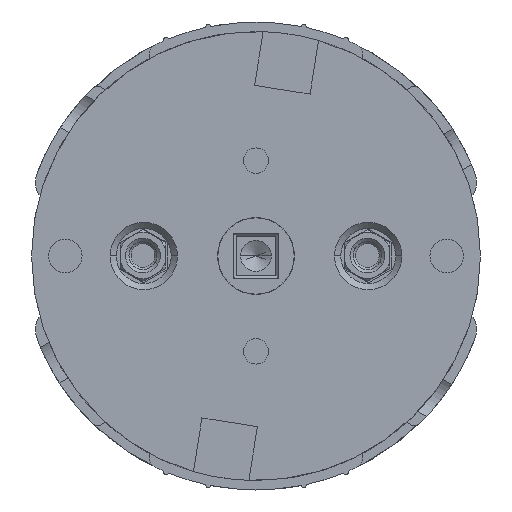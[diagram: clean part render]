
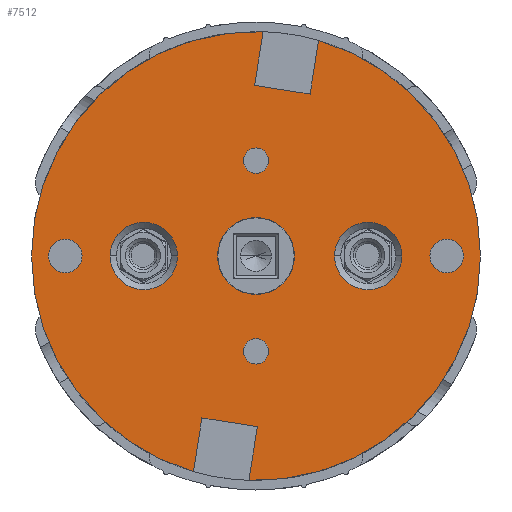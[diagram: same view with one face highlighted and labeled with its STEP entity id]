
A CAD part, front view. The second image highlights one B-rep face of the part: STEP entity #7512.
In plain terms, the highlighted planar face has unit normal (0, -1, 0).
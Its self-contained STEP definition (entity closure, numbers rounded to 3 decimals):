
#1336=CARTESIAN_POINT('',(0.,0.,0.));
#1337=DIRECTION('',(0.,1.,0.));
#1338=DIRECTION('',(1.,0.,0.));
#1339=AXIS2_PLACEMENT_3D('',#1336,#1337,#1338);
#1341=CARTESIAN_POINT('',(0.,0.,0.));
#1342=DIRECTION('',(0.,-1.,0.));
#1343=DIRECTION('',(1.,0.,0.));
#1344=AXIS2_PLACEMENT_3D('',#1341,#1342,#1343);
#1346=CARTESIAN_POINT('',(20.,0.,0.));
#1347=DIRECTION('',(0.,-1.,0.));
#1348=DIRECTION('',(1.,0.,0.));
#1349=AXIS2_PLACEMENT_3D('',#1346,#1347,#1348);
#1351=CARTESIAN_POINT('',(20.,0.,0.));
#1352=DIRECTION('',(0.,-1.,0.));
#1353=DIRECTION('',(-1.,0.,0.));
#1354=AXIS2_PLACEMENT_3D('',#1351,#1352,#1353);
#1356=CARTESIAN_POINT('',(-20.,0.,0.));
#1357=DIRECTION('',(0.,1.,0.));
#1358=DIRECTION('',(-1.,0.,0.));
#1359=AXIS2_PLACEMENT_3D('',#1356,#1357,#1358);
#1361=CARTESIAN_POINT('',(-20.,0.,0.));
#1362=DIRECTION('',(0.,1.,0.));
#1363=DIRECTION('',(1.,0.,0.));
#1364=AXIS2_PLACEMENT_3D('',#1361,#1362,#1363);
#1366=DIRECTION('',(-0.156,0.,-0.988));
#1367=VECTOR('',#1366,9.686);
#1368=CARTESIAN_POINT('',(1.27,0.,39.98));
#1369=LINE('',#1368,#1367);
#1370=DIRECTION('',(0.988,0.,-0.156));
#1371=VECTOR('',#1370,10.);
#1372=CARTESIAN_POINT('',(-0.245,0.,30.413));
#1373=LINE('',#1372,#1371);
#1374=DIRECTION('',(0.156,0.,0.988));
#1375=VECTOR('',#1374,9.686);
#1376=CARTESIAN_POINT('',(9.631,0.,28.848));
#1377=LINE('',#1376,#1375);
#1378=DIRECTION('',(0.156,0.,0.988));
#1379=VECTOR('',#1378,9.686);
#1380=CARTESIAN_POINT('',(-1.27,0.,-39.98));
#1381=LINE('',#1380,#1379);
#1382=DIRECTION('',(-0.988,0.,0.156));
#1383=VECTOR('',#1382,10.);
#1384=CARTESIAN_POINT('',(0.245,0.,-30.413));
#1385=LINE('',#1384,#1383);
#1386=DIRECTION('',(-0.156,0.,-0.988));
#1387=VECTOR('',#1386,9.686);
#1388=CARTESIAN_POINT('',(-9.631,0.,-28.848));
#1389=LINE('',#1388,#1387);
#1390=CARTESIAN_POINT('',(-34.,0.,0.));
#1391=DIRECTION('',(0.,-1.,0.));
#1392=DIRECTION('',(1.,0.,0.));
#1393=AXIS2_PLACEMENT_3D('',#1390,#1391,#1392);
#1395=CARTESIAN_POINT('',(-34.,0.,0.));
#1396=DIRECTION('',(0.,-1.,0.));
#1397=DIRECTION('',(-1.,0.,0.));
#1398=AXIS2_PLACEMENT_3D('',#1395,#1396,#1397);
#1400=CARTESIAN_POINT('',(34.,0.,0.));
#1401=DIRECTION('',(0.,-1.,0.));
#1402=DIRECTION('',(1.,0.,0.));
#1403=AXIS2_PLACEMENT_3D('',#1400,#1401,#1402);
#1405=CARTESIAN_POINT('',(34.,0.,0.));
#1406=DIRECTION('',(0.,-1.,0.));
#1407=DIRECTION('',(-1.,0.,0.));
#1408=AXIS2_PLACEMENT_3D('',#1405,#1406,#1407);
#1410=CARTESIAN_POINT('',(0.,0.,17.));
#1411=DIRECTION('',(0.,-1.,0.));
#1412=DIRECTION('',(1.,0.,0.));
#1413=AXIS2_PLACEMENT_3D('',#1410,#1411,#1412);
#1415=CARTESIAN_POINT('',(0.,0.,17.));
#1416=DIRECTION('',(0.,-1.,0.));
#1417=DIRECTION('',(-1.,0.,0.));
#1418=AXIS2_PLACEMENT_3D('',#1415,#1416,#1417);
#1420=CARTESIAN_POINT('',(0.,0.,-17.));
#1421=DIRECTION('',(0.,-1.,0.));
#1422=DIRECTION('',(1.,0.,0.));
#1423=AXIS2_PLACEMENT_3D('',#1420,#1421,#1422);
#1425=CARTESIAN_POINT('',(0.,0.,-17.));
#1426=DIRECTION('',(0.,-1.,0.));
#1427=DIRECTION('',(-1.,0.,0.));
#1428=AXIS2_PLACEMENT_3D('',#1425,#1426,#1427);
#3099=CARTESIAN_POINT('',(0.,0.,0.));
#3100=DIRECTION('',(0.,-1.,0.));
#3101=DIRECTION('',(0.032,0.,0.999));
#3102=AXIS2_PLACEMENT_3D('',#3099,#3100,#3101);
#3104=CARTESIAN_POINT('',(0.,0.,0.));
#3105=DIRECTION('',(0.,-1.,0.));
#3106=DIRECTION('',(1.,0.,0.));
#3107=AXIS2_PLACEMENT_3D('',#3104,#3105,#3106);
#3154=CARTESIAN_POINT('',(0.,0.,0.));
#3155=DIRECTION('',(0.,1.,0.));
#3156=DIRECTION('',(1.,0.,0.));
#3157=AXIS2_PLACEMENT_3D('',#3154,#3155,#3156);
#3167=CARTESIAN_POINT('',(0.,0.,0.));
#3168=DIRECTION('',(0.,1.,0.));
#3169=DIRECTION('',(-0.279,0.,-0.96));
#3170=AXIS2_PLACEMENT_3D('',#3167,#3168,#3169);
#5028=CARTESIAN_POINT('',(40.,0.,0.));
#5030=VERTEX_POINT('',#5028);
#5032=CARTESIAN_POINT('',(-40.,0.,0.));
#5034=VERTEX_POINT('',#5032);
#5057=CARTESIAN_POINT('',(6.85,0.,0.));
#5059=VERTEX_POINT('',#5057);
#5069=CARTESIAN_POINT('',(-6.85,0.,0.));
#5071=VERTEX_POINT('',#5069);
#5112=CARTESIAN_POINT('',(26.,0.,0.));
#5113=CARTESIAN_POINT('',(14.,0.,0.));
#5114=VERTEX_POINT('',#5112);
#5115=VERTEX_POINT('',#5113);
#5148=CARTESIAN_POINT('',(-26.,0.,0.));
#5149=CARTESIAN_POINT('',(-14.,0.,0.));
#5150=VERTEX_POINT('',#5148);
#5151=VERTEX_POINT('',#5149);
#5644=CARTESIAN_POINT('',(1.27,0.,39.98));
#5645=CARTESIAN_POINT('',(-0.245,0.,30.413));
#5646=VERTEX_POINT('',#5644);
#5647=VERTEX_POINT('',#5645);
#5648=CARTESIAN_POINT('',(9.631,0.,28.848));
#5649=VERTEX_POINT('',#5648);
#5650=CARTESIAN_POINT('',(11.147,0.,38.415));
#5651=VERTEX_POINT('',#5650);
#5652=CARTESIAN_POINT('',(-1.27,0.,-39.98));
#5653=CARTESIAN_POINT('',(0.245,0.,-30.413));
#5654=VERTEX_POINT('',#5652);
#5655=VERTEX_POINT('',#5653);
#5656=CARTESIAN_POINT('',(-9.631,0.,-28.848));
#5657=VERTEX_POINT('',#5656);
#5658=CARTESIAN_POINT('',(-11.147,0.,-38.415));
#5659=VERTEX_POINT('',#5658);
#5676=CARTESIAN_POINT('',(-31.,0.,0.));
#5677=CARTESIAN_POINT('',(-37.,0.,0.));
#5678=VERTEX_POINT('',#5676);
#5679=VERTEX_POINT('',#5677);
#5680=CARTESIAN_POINT('',(37.,0.,0.));
#5681=CARTESIAN_POINT('',(31.,0.,0.));
#5682=VERTEX_POINT('',#5680);
#5683=VERTEX_POINT('',#5681);
#5692=CARTESIAN_POINT('',(2.25,0.,17.));
#5693=CARTESIAN_POINT('',(-2.25,0.,17.));
#5694=VERTEX_POINT('',#5692);
#5695=VERTEX_POINT('',#5693);
#5696=CARTESIAN_POINT('',(2.25,0.,-17.));
#5697=CARTESIAN_POINT('',(-2.25,0.,-17.));
#5698=VERTEX_POINT('',#5696);
#5699=VERTEX_POINT('',#5697);
#7445=CARTESIAN_POINT('',(0.,0.,0.));
#7446=DIRECTION('',(0.,-1.,0.));
#7447=DIRECTION('',(-1.,0.,0.));
#7448=AXIS2_PLACEMENT_3D('',#7445,#7446,#7447);
#7449=PLANE('',#7448);
#7451=ORIENTED_EDGE('',*,*,#7450,.T.);
#7453=ORIENTED_EDGE('',*,*,#7452,.T.);
#7455=ORIENTED_EDGE('',*,*,#7454,.T.);
#7457=ORIENTED_EDGE('',*,*,#7456,.F.);
#7459=ORIENTED_EDGE('',*,*,#7458,.T.);
#7461=ORIENTED_EDGE('',*,*,#7460,.T.);
#7463=ORIENTED_EDGE('',*,*,#7462,.T.);
#7465=ORIENTED_EDGE('',*,*,#7464,.T.);
#7467=ORIENTED_EDGE('',*,*,#7466,.T.);
#7469=ORIENTED_EDGE('',*,*,#7468,.F.);
#7470=EDGE_LOOP('',(#7451,#7453,#7455,#7457,#7459,#7461,#7463,#7465,#7467,
#7469));
#7471=FACE_OUTER_BOUND('',#7470,.F.);
#7473=ORIENTED_EDGE('',*,*,#7472,.T.);
#7475=ORIENTED_EDGE('',*,*,#7474,.T.);
#7476=EDGE_LOOP('',(#7473,#7475));
#7477=FACE_BOUND('',#7476,.F.);
#7479=ORIENTED_EDGE('',*,*,#7478,.F.);
#7481=ORIENTED_EDGE('',*,*,#7480,.F.);
#7482=EDGE_LOOP('',(#7479,#7481));
#7483=FACE_BOUND('',#7482,.F.);
#7484=ORIENTED_EDGE('',*,*,#7424,.F.);
#7485=ORIENTED_EDGE('',*,*,#7440,.T.);
#7486=EDGE_LOOP('',(#7484,#7485));
#7487=FACE_BOUND('',#7486,.F.);
#7489=ORIENTED_EDGE('',*,*,#7488,.T.);
#7491=ORIENTED_EDGE('',*,*,#7490,.T.);
#7492=EDGE_LOOP('',(#7489,#7491));
#7493=FACE_BOUND('',#7492,.F.);
#7495=ORIENTED_EDGE('',*,*,#7494,.T.);
#7497=ORIENTED_EDGE('',*,*,#7496,.T.);
#7498=EDGE_LOOP('',(#7495,#7497));
#7499=FACE_BOUND('',#7498,.F.);
#7501=ORIENTED_EDGE('',*,*,#7500,.T.);
#7503=ORIENTED_EDGE('',*,*,#7502,.T.);
#7504=EDGE_LOOP('',(#7501,#7503));
#7505=FACE_BOUND('',#7504,.F.);
#7507=ORIENTED_EDGE('',*,*,#7506,.T.);
#7509=ORIENTED_EDGE('',*,*,#7508,.T.);
#7510=EDGE_LOOP('',(#7507,#7509));
#7511=FACE_BOUND('',#7510,.F.);
#7512=ADVANCED_FACE('',(#7471,#7477,#7483,#7487,#7493,#7499,#7505,#7511),#7449,
.T.);
#1340=CIRCLE('',#1339,6.85);
#1345=CIRCLE('',#1344,6.85);
#1350=CIRCLE('',#1349,6.);
#1355=CIRCLE('',#1354,6.);
#1360=CIRCLE('',#1359,6.);
#1365=CIRCLE('',#1364,6.);
#1394=CIRCLE('',#1393,3.);
#1399=CIRCLE('',#1398,3.);
#1404=CIRCLE('',#1403,3.);
#1409=CIRCLE('',#1408,3.);
#1414=CIRCLE('',#1413,2.25);
#1419=CIRCLE('',#1418,2.25);
#1424=CIRCLE('',#1423,2.25);
#1429=CIRCLE('',#1428,2.25);
#3103=CIRCLE('',#3102,40.);
#3108=CIRCLE('',#3107,40.);
#3158=CIRCLE('',#3157,40.);
#3171=CIRCLE('',#3170,40.);
#7424=EDGE_CURVE('',#5059,#5071,#1340,.T.);
#7440=EDGE_CURVE('',#5059,#5071,#1345,.T.);
#7450=EDGE_CURVE('',#5646,#5647,#1369,.T.);
#7452=EDGE_CURVE('',#5647,#5649,#1373,.T.);
#7454=EDGE_CURVE('',#5649,#5651,#1377,.T.);
#7456=EDGE_CURVE('',#5030,#5651,#3108,.T.);
#7458=EDGE_CURVE('',#5030,#5654,#3158,.T.);
#7460=EDGE_CURVE('',#5654,#5655,#1381,.T.);
#7462=EDGE_CURVE('',#5655,#5657,#1385,.T.);
#7464=EDGE_CURVE('',#5657,#5659,#1389,.T.);
#7466=EDGE_CURVE('',#5659,#5034,#3171,.T.);
#7468=EDGE_CURVE('',#5646,#5034,#3103,.T.);
#7472=EDGE_CURVE('',#5114,#5115,#1350,.T.);
#7474=EDGE_CURVE('',#5115,#5114,#1355,.T.);
#7478=EDGE_CURVE('',#5150,#5151,#1360,.T.);
#7480=EDGE_CURVE('',#5151,#5150,#1365,.T.);
#7488=EDGE_CURVE('',#5678,#5679,#1394,.T.);
#7490=EDGE_CURVE('',#5679,#5678,#1399,.T.);
#7494=EDGE_CURVE('',#5682,#5683,#1404,.T.);
#7496=EDGE_CURVE('',#5683,#5682,#1409,.T.);
#7500=EDGE_CURVE('',#5694,#5695,#1414,.T.);
#7502=EDGE_CURVE('',#5695,#5694,#1419,.T.);
#7506=EDGE_CURVE('',#5698,#5699,#1424,.T.);
#7508=EDGE_CURVE('',#5699,#5698,#1429,.T.);
